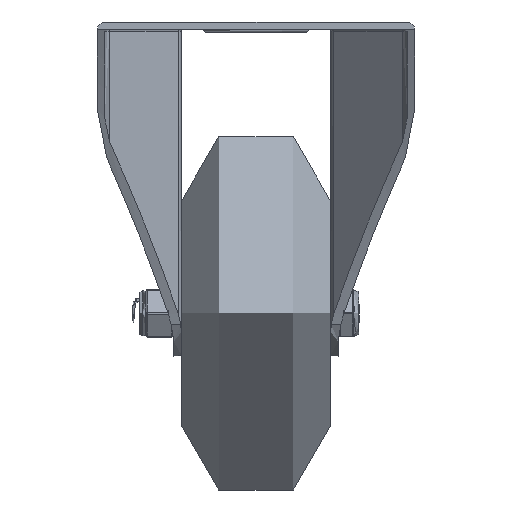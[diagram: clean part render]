
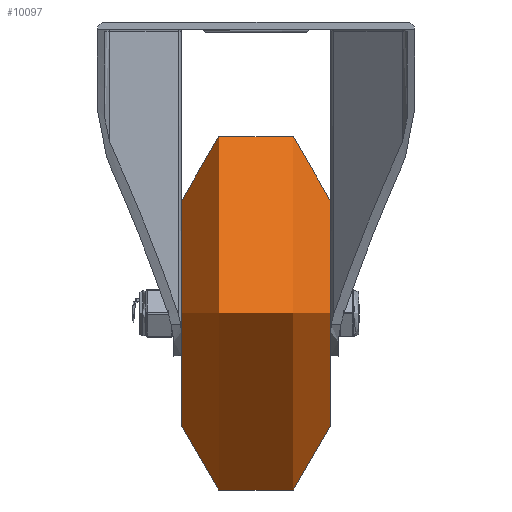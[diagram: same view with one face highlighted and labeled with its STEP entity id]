
A CAD part, left-side view. The second image highlights one B-rep face of the part: STEP entity #10097.
In plain terms, the highlighted toroidal (fillet/blend) face has major radius 30 mm and minor radius 20 mm.
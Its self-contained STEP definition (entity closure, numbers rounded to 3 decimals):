
#809=TOROIDAL_SURFACE('',#11035,30.,20.);
#1391=FACE_OUTER_BOUND('',#2034,.T.);
#2034=EDGE_LOOP('',(#7499,#7500,#7501,#7502));
#3907=CIRCLE('',#11036,30.);
#3908=CIRCLE('',#11037,20.);
#3909=CIRCLE('',#11038,30.);
#4501=VERTEX_POINT('',#15778);
#4502=VERTEX_POINT('',#15780);
#5606=EDGE_CURVE('',#4501,#4501,#3907,.T.);
#5607=EDGE_CURVE('',#4501,#4502,#3908,.T.);
#5608=EDGE_CURVE('',#4502,#4502,#3909,.T.);
#7499=ORIENTED_EDGE('',*,*,#5606,.T.);
#7500=ORIENTED_EDGE('',*,*,#5607,.T.);
#7501=ORIENTED_EDGE('',*,*,#5608,.T.);
#7502=ORIENTED_EDGE('',*,*,#5607,.F.);
#10097=ADVANCED_FACE('',(#1391),#809,.T.);
#11035=AXIS2_PLACEMENT_3D('',#15777,#12585,#12586);
#11036=AXIS2_PLACEMENT_3D('',#15779,#12587,#12588);
#11037=AXIS2_PLACEMENT_3D('',#15781,#12589,#12590);
#11038=AXIS2_PLACEMENT_3D('',#15782,#12591,#12592);
#12585=DIRECTION('center_axis',(0.,1.,0.));
#12586=DIRECTION('ref_axis',(0.,0.,
-1.));
#12587=DIRECTION('center_axis',(0.,-1.,0.));
#12588=DIRECTION('ref_axis',(0.,0.,
-1.));
#12589=DIRECTION('center_axis',(1.,0.,0.));
#12590=DIRECTION('ref_axis',(0.,0.,
1.));
#12591=DIRECTION('center_axis',(0.,1.,0.));
#12592=DIRECTION('ref_axis',(0.,0.,
-1.));
#15777=CARTESIAN_POINT('Origin',(0.,0.,
0.));
#15778=CARTESIAN_POINT('',(0.,20.,30.));
#15779=CARTESIAN_POINT('Origin',(0.,20.,0.));
#15780=CARTESIAN_POINT('',(0.,-20.,30.));
#15781=CARTESIAN_POINT('Origin',(0.,0.,
30.));
#15782=CARTESIAN_POINT('Origin',(0.,-20.,
0.));
